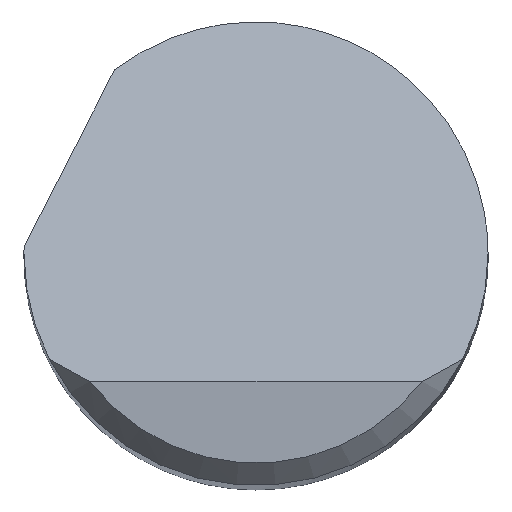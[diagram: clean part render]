
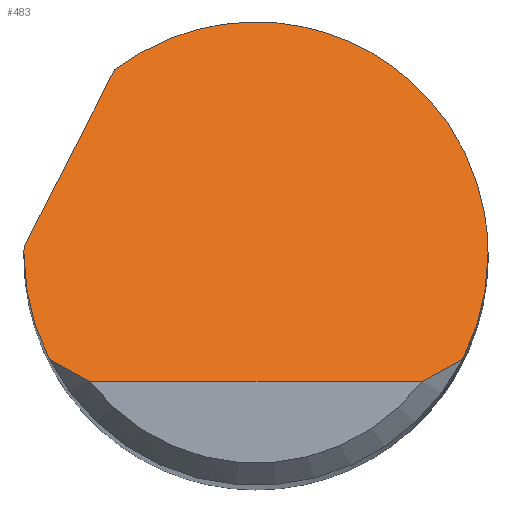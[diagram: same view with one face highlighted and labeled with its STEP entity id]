
A CAD part, top view. The second image highlights one B-rep face of the part: STEP entity #483.
In plain terms, the highlighted planar face has unit normal (0, 0.707, 0.707).
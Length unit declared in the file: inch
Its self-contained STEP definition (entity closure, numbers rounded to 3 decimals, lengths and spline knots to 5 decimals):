
#19 =( BOUNDED_CURVE ( )  B_SPLINE_CURVE ( 3, ( #249, #644, #526, #140 ),
 .UNSPECIFIED., .F., .F. ) 
 B_SPLINE_CURVE_WITH_KNOTS ( ( 4, 4 ),
 ( 4.71239, 4.74439 ),
 .UNSPECIFIED. ) 
 CURVE ( )  GEOMETRIC_REPRESENTATION_ITEM ( )  RATIONAL_B_SPLINE_CURVE ( ( 1., 1., 1., 1. ) ) 
 REPRESENTATION_ITEM ( '' )  );
#35 = CARTESIAN_POINT ( 'NONE',  ( -0.11186, -0.08625, 3. ) ) ;
#52 = ORIENTED_EDGE ( 'NONE', *, *, #164, .T. ) ;
#54 = CARTESIAN_POINT ( 'NONE',  ( -0.09521, 0.12389, 2.78986 ) ) ;
#56 = ORIENTED_EDGE ( 'NONE', *, *, #283, .F. ) ;
#57 = EDGE_CURVE ( 'NONE', #121, #537, #527, .T. ) ;
#59 = LINE ( 'NONE', #671, #187 ) ;
#63 = EDGE_CURVE ( 'NONE', #625, #121, #59, .T. ) ;
#118 = ORIENTED_EDGE ( 'NONE', *, *, #214, .T. ) ;
#121 = VERTEX_POINT ( 'NONE', #54 ) ;
#123 = CARTESIAN_POINT ( 'NONE',  ( 0.15625, 0., 2.91375 ) ) ;
#126 = ORIENTED_EDGE ( 'NONE', *, *, #206, .F. ) ;
#128 = DIRECTION ( 'NONE',  ( 1., 0., 0. ) ) ;
#140 = CARTESIAN_POINT ( 'NONE',  ( -0.15617, 0.005, 2.90875 ) ) ;
#143 = CARTESIAN_POINT ( 'NONE',  ( -0.11186, -0.08625, 3. ) ) ;
#154 = CARTESIAN_POINT ( 'NONE',  ( -0.15617, 0.005, 2.90875 ) ) ;
#160 = AXIS2_PLACEMENT_3D ( 'NONE', #523, #198, #420 ) ;
#164 = EDGE_CURVE ( 'NONE', #525, #193, #182, .T. ) ;
#182 = LINE ( 'NONE', #225, #605 ) ;
#187 = VECTOR ( 'NONE', #720, 39.37008 ) ;
#191 = CARTESIAN_POINT ( 'NONE',  ( 0.13035, -0.07657, 2.99032 ) ) ;
#193 = VERTEX_POINT ( 'NONE', #636 ) ;
#198 = DIRECTION ( 'NONE',  ( 0., -0.707, -0.707 ) ) ;
#206 = EDGE_CURVE ( 'NONE', #537, #540, #463, .T. ) ;
#214 = EDGE_CURVE ( 'NONE', #193, #540, #640, .T. ) ;
#225 = CARTESIAN_POINT ( 'NONE',  ( 0., -0.08625, 3. ) ) ;
#230 = CARTESIAN_POINT ( 'NONE',  ( 0.13906, -0.07125, 2.985 ) ) ;
#236 = CARTESIAN_POINT ( 'NONE',  ( 0.13906, -0.07125, 2.985 ) ) ;
#247 = CARTESIAN_POINT ( 'NONE',  ( 0.11186, -0.08625, 3. ) ) ;
#249 = CARTESIAN_POINT ( 'NONE',  ( -0.15625, 0., 2.91375 ) ) ;
#252 = FACE_OUTER_BOUND ( 'NONE', #395, .T. ) ;
#273 = VERTEX_POINT ( 'NONE', #301 ) ;
#282 = CARTESIAN_POINT ( 'NONE',  ( -0.09521, 0.12389, 2.78986 ) ) ;
#283 = EDGE_CURVE ( 'NONE', #273, #359, #689, .T. ) ;
#298 = CARTESIAN_POINT ( 'NONE',  ( 0.15625, -0.02489, 2.93864 ) ) ;
#301 = CARTESIAN_POINT ( 'NONE',  ( -0.13906, -0.07125, 2.985 ) ) ;
#329 = CARTESIAN_POINT ( 'NONE',  ( 0.15625, 0.1488, 2.76495 ) ) ;
#359 = VERTEX_POINT ( 'NONE', #657 ) ;
#395 = EDGE_LOOP ( 'NONE', ( #52, #118, #126, #471, #588, #528, #56, #646 ) ) ;
#420 = DIRECTION ( 'NONE',  ( 0., 0.707, -0.707 ) ) ;
#423 = CARTESIAN_POINT ( 'NONE',  ( 0.13906, -0.07125, 2.985 ) ) ;
#438 = EDGE_CURVE ( 'NONE', #359, #625, #19, .T. ) ;
#441 = B_SPLINE_CURVE_WITH_KNOTS ( 'NONE', 3,
 ( #647, #582, #589, #143 ),
 .UNSPECIFIED., .F., .F.,
 ( 4, 4 ),
 ( 0., 0.00088 ),
 .UNSPECIFIED. ) ;
#463 =( BOUNDED_CURVE ( )  B_SPLINE_CURVE ( 3, ( #123, #298, #510, #230 ),
 .UNSPECIFIED., .F., .F. ) 
 B_SPLINE_CURVE_WITH_KNOTS ( ( 4, 4 ),
 ( 1.5708, 2.04429 ),
 .UNSPECIFIED. ) 
 CURVE ( )  GEOMETRIC_REPRESENTATION_ITEM ( )  RATIONAL_B_SPLINE_CURVE ( ( 1., 0.981, 0.981, 1. ) ) 
 REPRESENTATION_ITEM ( '' )  );
#465 = CARTESIAN_POINT ( 'NONE',  ( -0.15041, -0.04909, 2.96284 ) ) ;
#471 = ORIENTED_EDGE ( 'NONE', *, *, #57, .F. ) ;
#475 = PLANE ( 'NONE',  #160 ) ;
#483 = ADVANCED_FACE ( 'NONE', ( #252 ), #475, .F. ) ;
#510 = CARTESIAN_POINT ( 'NONE',  ( 0.15041, -0.04909, 2.96284 ) ) ;
#511 = EDGE_CURVE ( 'NONE', #273, #525, #441, .T. ) ;
#523 = CARTESIAN_POINT ( 'NONE',  ( -0.15625, -0.08625, 3. ) ) ;
#525 = VERTEX_POINT ( 'NONE', #35 ) ;
#526 = CARTESIAN_POINT ( 'NONE',  ( -0.15622, 0.00333, 2.91042 ) ) ;
#527 =( BOUNDED_CURVE ( )  B_SPLINE_CURVE ( 3, ( #282, #552, #329, #666 ),
 .UNSPECIFIED., .F., .F. ) 
 B_SPLINE_CURVE_WITH_KNOTS ( ( 4, 4 ),
 ( 5.62792, 7.85398 ),
 .UNSPECIFIED. ) 
 CURVE ( )  GEOMETRIC_REPRESENTATION_ITEM ( )  RATIONAL_B_SPLINE_CURVE ( ( 1., 0.628, 0.628, 1. ) ) 
 REPRESENTATION_ITEM ( '' )  );
#528 = ORIENTED_EDGE ( 'NONE', *, *, #438, .F. ) ;
#537 = VERTEX_POINT ( 'NONE', #706 ) ;
#540 = VERTEX_POINT ( 'NONE', #423 ) ;
#552 = CARTESIAN_POINT ( 'NONE',  ( 0.02277, 0.21456, 2.69919 ) ) ;
#559 = CARTESIAN_POINT ( 'NONE',  ( 0.12131, -0.0816, 2.99535 ) ) ;
#561 = CARTESIAN_POINT ( 'NONE',  ( -0.13906, -0.07125, 2.985 ) ) ;
#582 = CARTESIAN_POINT ( 'NONE',  ( -0.13035, -0.07657, 2.99032 ) ) ;
#588 = ORIENTED_EDGE ( 'NONE', *, *, #63, .F. ) ;
#589 = CARTESIAN_POINT ( 'NONE',  ( -0.12131, -0.0816, 2.99535 ) ) ;
#605 = VECTOR ( 'NONE', #128, 39.37008 ) ;
#620 = CARTESIAN_POINT ( 'NONE',  ( -0.15625, 0., 2.91375 ) ) ;
#625 = VERTEX_POINT ( 'NONE', #154 ) ;
#636 = CARTESIAN_POINT ( 'NONE',  ( 0.11186, -0.08625, 3. ) ) ;
#640 = B_SPLINE_CURVE_WITH_KNOTS ( 'NONE', 3,
 ( #247, #559, #191, #236 ),
 .UNSPECIFIED., .F., .F.,
 ( 4, 4 ),
 ( 0., 0.00088 ),
 .UNSPECIFIED. ) ;
#644 = CARTESIAN_POINT ( 'NONE',  ( -0.15625, 0.00167, 2.91208 ) ) ;
#646 = ORIENTED_EDGE ( 'NONE', *, *, #511, .T. ) ;
#647 = CARTESIAN_POINT ( 'NONE',  ( -0.13906, -0.07125, 2.985 ) ) ;
#657 = CARTESIAN_POINT ( 'NONE',  ( -0.15625, 0., 2.91375 ) ) ;
#666 = CARTESIAN_POINT ( 'NONE',  ( 0.15625, 0., 2.91375 ) ) ;
#671 = CARTESIAN_POINT ( 'NONE',  ( -0.19753, -0.07567, 2.98942 ) ) ;
#688 = CARTESIAN_POINT ( 'NONE',  ( -0.15625, -0.02489, 2.93864 ) ) ;
#689 =( BOUNDED_CURVE ( )  B_SPLINE_CURVE ( 3, ( #561, #465, #688, #620 ),
 .UNSPECIFIED., .F., .F. ) 
 B_SPLINE_CURVE_WITH_KNOTS ( ( 4, 4 ),
 ( 4.23889, 4.71239 ),
 .UNSPECIFIED. ) 
 CURVE ( )  GEOMETRIC_REPRESENTATION_ITEM ( )  RATIONAL_B_SPLINE_CURVE ( ( 1., 0.981, 0.981, 1. ) ) 
 REPRESENTATION_ITEM ( '' )  );
#706 = CARTESIAN_POINT ( 'NONE',  ( 0.15625, 0., 2.91375 ) ) ;
#720 = DIRECTION ( 'NONE',  ( 0.341, 0.665, -0.665 ) ) ;
